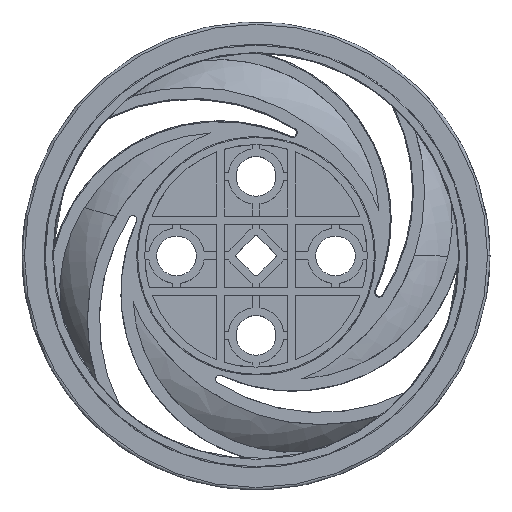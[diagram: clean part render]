
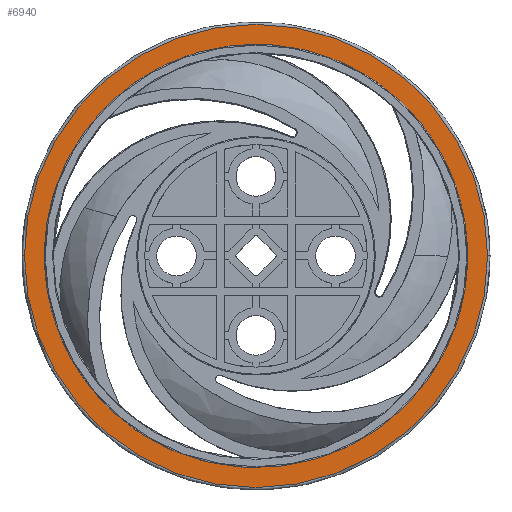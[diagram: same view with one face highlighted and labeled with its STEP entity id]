
A CAD part, top view. The second image highlights one B-rep face of the part: STEP entity #6940.
In plain terms, the highlighted planar face has unit normal (0, 0, 1).
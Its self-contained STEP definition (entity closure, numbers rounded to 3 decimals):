
#442 = CARTESIAN_POINT ( 'NONE',  ( 0., 0., 3.5 ) ) ;
#1531 = DIRECTION ( 'NONE',  ( 0.707, 0.707, 0. ) ) ;
#1966 = VERTEX_POINT ( 'NONE', #23396 ) ;
#2747 = CIRCLE ( 'NONE', #18777, 29.14 ) ;
#3094 = CIRCLE ( 'NONE', #27948, 26.625 ) ;
#4113 = EDGE_CURVE ( 'NONE', #23634, #1966, #9391, .T. ) ;
#4620 = EDGE_CURVE ( 'NONE', #7200, #15145, #3094, .T. ) ;
#4692 = DIRECTION ( 'NONE',  ( 0., 0., 1. ) ) ;
#5372 = DIRECTION ( 'NONE',  ( 0.707, 0.707, 0. ) ) ;
#6116 = CARTESIAN_POINT ( 'NONE',  ( 0., 0., 3.5 ) ) ;
#6940 = ADVANCED_FACE ( 'NONE', ( #11728, #14595 ), #28647, .T. ) ;
#7200 = VERTEX_POINT ( 'NONE', #15793 ) ;
#7681 = CARTESIAN_POINT ( 'NONE',  ( 0., 0., 3.5 ) ) ;
#7720 = EDGE_LOOP ( 'NONE', ( #29730, #25945 ) ) ;
#7722 = DIRECTION ( 'NONE',  ( -0.707, -0.707, 0. ) ) ;
#8382 = CIRCLE ( 'NONE', #22498, 26.625 ) ;
#9333 = ORIENTED_EDGE ( 'NONE', *, *, #20836, .F. ) ;
#9391 = CIRCLE ( 'NONE', #11360, 29.14 ) ;
#11360 = AXIS2_PLACEMENT_3D ( 'NONE', #26212, #17330, #7722 ) ;
#11728 = FACE_OUTER_BOUND ( 'NONE', #20449, .T. ) ;
#12261 = DIRECTION ( 'NONE',  ( 0., 0., 1. ) ) ;
#13092 = AXIS2_PLACEMENT_3D ( 'NONE', #13988, #4692, #16440 ) ;
#13988 = CARTESIAN_POINT ( 'NONE',  ( 0., 0., 3.5 ) ) ;
#14595 = FACE_BOUND ( 'NONE', #7720, .T. ) ;
#15145 = VERTEX_POINT ( 'NONE', #27777 ) ;
#15793 = CARTESIAN_POINT ( 'NONE',  ( -18.827, 18.827, 3.5 ) ) ;
#15958 = CARTESIAN_POINT ( 'NONE',  ( -29.14, 0., 3.5 ) ) ;
#16440 = DIRECTION ( 'NONE',  ( 1., 0., 0. ) ) ;
#16748 = DIRECTION ( 'NONE',  ( 0., 0., -1. ) ) ;
#17051 = DIRECTION ( 'NONE',  ( -0.707, -0.707, 0. ) ) ;
#17263 = ORIENTED_EDGE ( 'NONE', *, *, #4113, .F. ) ;
#17330 = DIRECTION ( 'NONE',  ( 0., 0., -1. ) ) ;
#18777 = AXIS2_PLACEMENT_3D ( 'NONE', #442, #16748, #17051 ) ;
#18929 = EDGE_CURVE ( 'NONE', #15145, #7200, #8382, .T. ) ;
#20128 = DIRECTION ( 'NONE',  ( 0., 0., 1. ) ) ;
#20449 = EDGE_LOOP ( 'NONE', ( #9333, #17263 ) ) ;
#20836 = EDGE_CURVE ( 'NONE', #1966, #23634, #2747, .T. ) ;
#22498 = AXIS2_PLACEMENT_3D ( 'NONE', #7681, #12261, #5372 ) ;
#23396 = CARTESIAN_POINT ( 'NONE',  ( 29.14, 0., 3.5 ) ) ;
#23634 = VERTEX_POINT ( 'NONE', #15958 ) ;
#25945 = ORIENTED_EDGE ( 'NONE', *, *, #4620, .F. ) ;
#26212 = CARTESIAN_POINT ( 'NONE',  ( 0., 0., 3.5 ) ) ;
#27777 = CARTESIAN_POINT ( 'NONE',  ( 18.827, -18.827, 3.5 ) ) ;
#27948 = AXIS2_PLACEMENT_3D ( 'NONE', #6116, #20128, #1531 ) ;
#28647 = PLANE ( 'NONE',  #13092 ) ;
#29730 = ORIENTED_EDGE ( 'NONE', *, *, #18929, .F. ) ;
